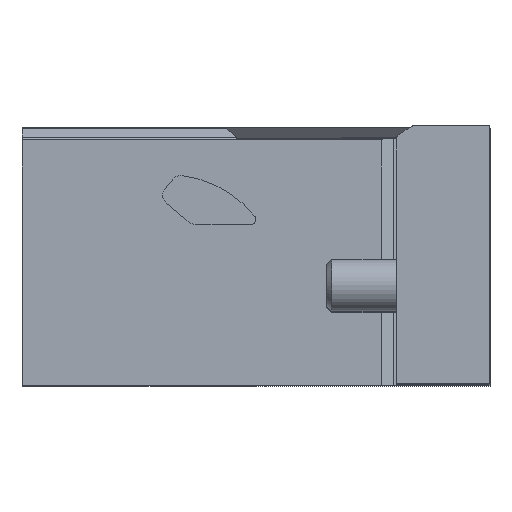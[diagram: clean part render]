
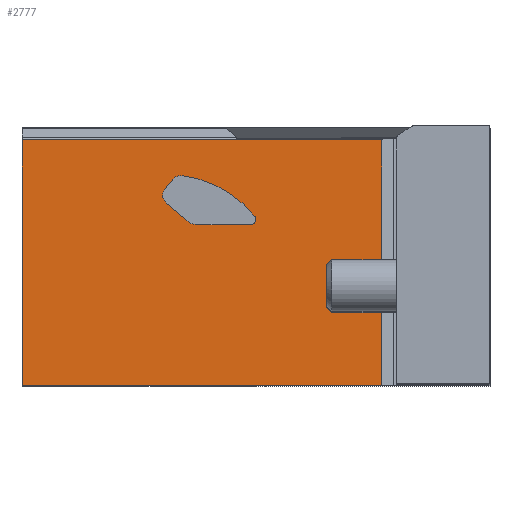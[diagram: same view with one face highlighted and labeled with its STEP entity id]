
A CAD part, top view. The second image highlights one B-rep face of the part: STEP entity #2777.
In plain terms, the highlighted planar face has unit normal (0, 0, 1).
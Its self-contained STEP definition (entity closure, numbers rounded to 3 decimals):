
#77=PLANE('',#3015);
#206=CIRCLE('',#3016,1.);
#207=CIRCLE('',#3017,1.);
#208=CIRCLE('',#3018,10.8);
#209=CIRCLE('',#3019,0.5);
#210=CIRCLE('',#3020,1.);
#490=ORIENTED_EDGE('',*,*,#1247,.F.);
#491=ORIENTED_EDGE('',*,*,#1248,.F.);
#492=ORIENTED_EDGE('',*,*,#1249,.F.);
#493=ORIENTED_EDGE('',*,*,#1250,.F.);
#494=ORIENTED_EDGE('',*,*,#1251,.F.);
#495=ORIENTED_EDGE('',*,*,#1252,.F.);
#496=ORIENTED_EDGE('',*,*,#1253,.F.);
#497=ORIENTED_EDGE('',*,*,#1254,.F.);
#498=ORIENTED_EDGE('',*,*,#1255,.T.);
#499=ORIENTED_EDGE('',*,*,#1239,.T.);
#500=ORIENTED_EDGE('',*,*,#1166,.T.);
#501=ORIENTED_EDGE('',*,*,#1099,.F.);
#1099=EDGE_CURVE('',#1494,#1487,#1760,.T.);
#1166=EDGE_CURVE('',#1558,#1487,#1815,.T.);
#1239=EDGE_CURVE('',#1613,#1558,#1857,.T.);
#1247=EDGE_CURVE('',#1618,#1619,#206,.T.);
#1248=EDGE_CURVE('',#1620,#1618,#1862,.T.);
#1249=EDGE_CURVE('',#1621,#1620,#207,.T.);
#1250=EDGE_CURVE('',#1622,#1621,#208,.T.);
#1251=EDGE_CURVE('',#1623,#1622,#209,.T.);
#1252=EDGE_CURVE('',#1624,#1623,#1863,.T.);
#1253=EDGE_CURVE('',#1625,#1624,#210,.T.);
#1254=EDGE_CURVE('',#1619,#1625,#1864,.T.);
#1255=EDGE_CURVE('',#1494,#1613,#1865,.T.);
#1487=VERTEX_POINT('',#4095);
#1494=VERTEX_POINT('',#4110);
#1558=VERTEX_POINT('',#4245);
#1613=VERTEX_POINT('',#4403);
#1618=VERTEX_POINT('',#4419);
#1619=VERTEX_POINT('',#4420);
#1620=VERTEX_POINT('',#4422);
#1621=VERTEX_POINT('',#4424);
#1622=VERTEX_POINT('',#4426);
#1623=VERTEX_POINT('',#4428);
#1624=VERTEX_POINT('',#4430);
#1625=VERTEX_POINT('',#4432);
#1760=LINE('',#4111,#2040);
#1815=LINE('',#4244,#2095);
#1857=LINE('',#4402,#2137);
#1862=LINE('',#4421,#2142);
#1863=LINE('',#4429,#2143);
#1864=LINE('',#4433,#2144);
#1865=LINE('',#4434,#2145);
#2040=VECTOR('',#3256,1000.);
#2095=VECTOR('',#3341,1000.);
#2137=VECTOR('',#3465,1000.);
#2142=VECTOR('',#3484,1000.);
#2143=VECTOR('',#3491,1000.);
#2144=VECTOR('',#3494,1000.);
#2145=VECTOR('',#3495,1000.);
#2338=EDGE_LOOP('',(#490,#491,#492,#493,#494,#495,#496,#497));
#2339=EDGE_LOOP('',(#498,#499,#500,#501));
#2540=FACE_BOUND('',#2338,.T.);
#2541=FACE_BOUND('',#2339,.T.);
#2777=ADVANCED_FACE('',(#2540,#2541),#77,.T.);
#3015=AXIS2_PLACEMENT_3D('',#4417,#3480,#3481);
#3016=AXIS2_PLACEMENT_3D('',#4418,#3482,#3483);
#3017=AXIS2_PLACEMENT_3D('',#4423,#3485,#3486);
#3018=AXIS2_PLACEMENT_3D('',#4425,#3487,#3488);
#3019=AXIS2_PLACEMENT_3D('',#4427,#3489,#3490);
#3020=AXIS2_PLACEMENT_3D('',#4431,#3492,#3493);
#3256=DIRECTION('',(-1.,0.,0.));
#3341=DIRECTION('',(0.,-1.,0.));
#3465=DIRECTION('',(-1.,0.,0.));
#3480=DIRECTION('',(0.,0.,1.));
#3481=DIRECTION('',(1.,0.,0.));
#3482=DIRECTION('',(0.,0.,1.));
#3483=DIRECTION('',(1.,0.,0.));
#3484=DIRECTION('',(-0.643,-0.766,0.));
#3485=DIRECTION('',(0.,0.,1.));
#3486=DIRECTION('',(1.,0.,0.));
#3487=DIRECTION('',(0.,0.,1.));
#3488=DIRECTION('',(1.,0.,0.));
#3489=DIRECTION('',(0.,0.,1.));
#3490=DIRECTION('',(1.,0.,0.));
#3491=DIRECTION('',(1.,0.,0.));
#3492=DIRECTION('',(0.,0.,1.));
#3493=DIRECTION('',(1.,0.,0.));
#3494=DIRECTION('',(0.766,-0.643,0.));
#3495=DIRECTION('',(0.,1.,0.));
#4095=CARTESIAN_POINT('',(-45.,0.,15.));
#4110=CARTESIAN_POINT('',(-10.41,0.,15.));
#4111=CARTESIAN_POINT('',(-9.,0.,15.));
#4244=CARTESIAN_POINT('',(-45.,24.8,15.));
#4245=CARTESIAN_POINT('',(-45.,23.64,15.));
#4402=CARTESIAN_POINT('',(-9.,23.64,15.));
#4403=CARTESIAN_POINT('',(-10.41,23.64,15.));
#4417=CARTESIAN_POINT('',(-9.,24.8,15.));
#4418=CARTESIAN_POINT('',(-30.468,18.323,15.));
#4419=CARTESIAN_POINT('',(-31.234,18.966,15.));
#4420=CARTESIAN_POINT('',(-31.111,17.557,15.));
#4421=CARTESIAN_POINT('',(-30.485,19.859,15.));
#4422=CARTESIAN_POINT('',(-30.485,19.859,15.));
#4423=CARTESIAN_POINT('',(-29.719,19.216,15.));
#4424=CARTESIAN_POINT('',(-29.589,20.207,15.));
#4425=CARTESIAN_POINT('',(-31.,9.5,15.));
#4426=CARTESIAN_POINT('',(-22.622,16.316,15.));
#4427=CARTESIAN_POINT('',(-23.01,16.,15.));
#4428=CARTESIAN_POINT('',(-23.01,15.5,15.));
#4429=CARTESIAN_POINT('',(-28.295,15.5,15.));
#4430=CARTESIAN_POINT('',(-28.295,15.5,15.));
#4431=CARTESIAN_POINT('',(-28.295,16.5,15.));
#4432=CARTESIAN_POINT('',(-28.938,15.734,15.));
#4433=CARTESIAN_POINT('',(-31.111,17.557,15.));
#4434=CARTESIAN_POINT('',(-10.41,0.,15.));
